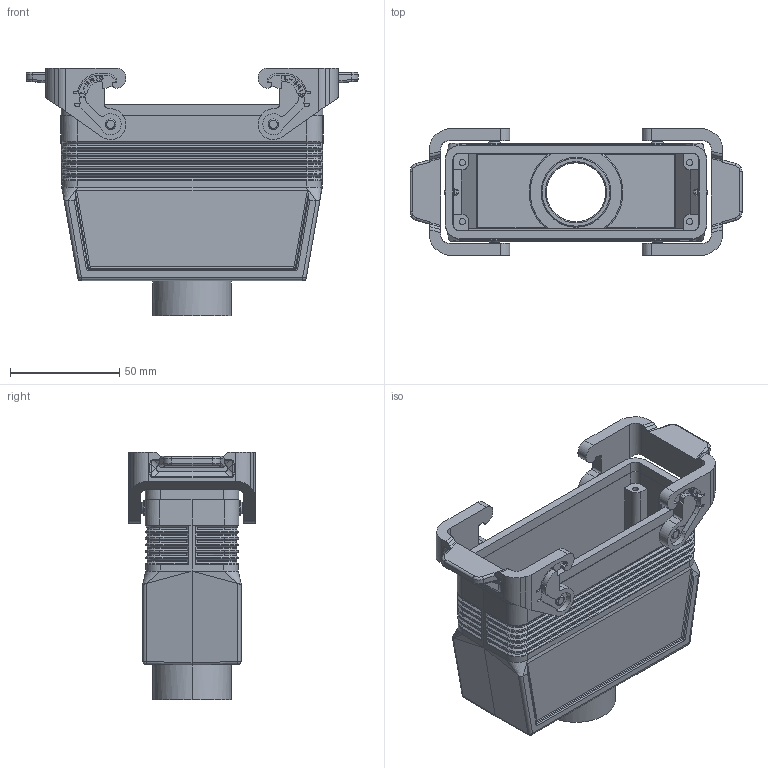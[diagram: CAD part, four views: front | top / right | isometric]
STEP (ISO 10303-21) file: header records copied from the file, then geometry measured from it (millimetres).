
FILE_DESCRIPTION(('Creo Elements/Direct Modeling STEP Export'),'2;1');
FILE_NAME('0ln7uvk5h77u5hr5420','2022-02-14T15:56:44',(''),(''),'Creo Elements/Direct Modeling STEP processor for AP214 (Solid Model)','Creo Elements/Direct Modeling 20.1B 02-Apr-2019 (C) Parametric Technology GmbH','');
FILE_SCHEMA(('AUTOMOTIVE_DESIGN { 1 0 10303 214 1 1 1 1 }'));
Products named in the file (2): MLAV_24_G32
Assembly tree (1 placements, depth 2):
  MLAV_24_G32
    MLAV_24_G32
Bounding box: 152 x 58 x 113.45 mm (x, y, z)
Volume: 143200.6 mm3; surface area: 75798 mm2
Topology: 1 solids, 1 shells, 1614 faces, 4281 edges, 2715 vertices
Faces by surface type: plane 1031, cylinder 397, torus 70, cone 62, bspline 40, sphere 14
Entity records: 68966 total; most frequent: CARTESIAN_POINT 16660, ORIENTED_EDGE 8522, DIRECTION 7779, EDGE_CURVE 4261, VECTOR 3117, LINE 3117, VERTEX_POINT 2715, AXIS2_PLACEMENT_3D 2331
